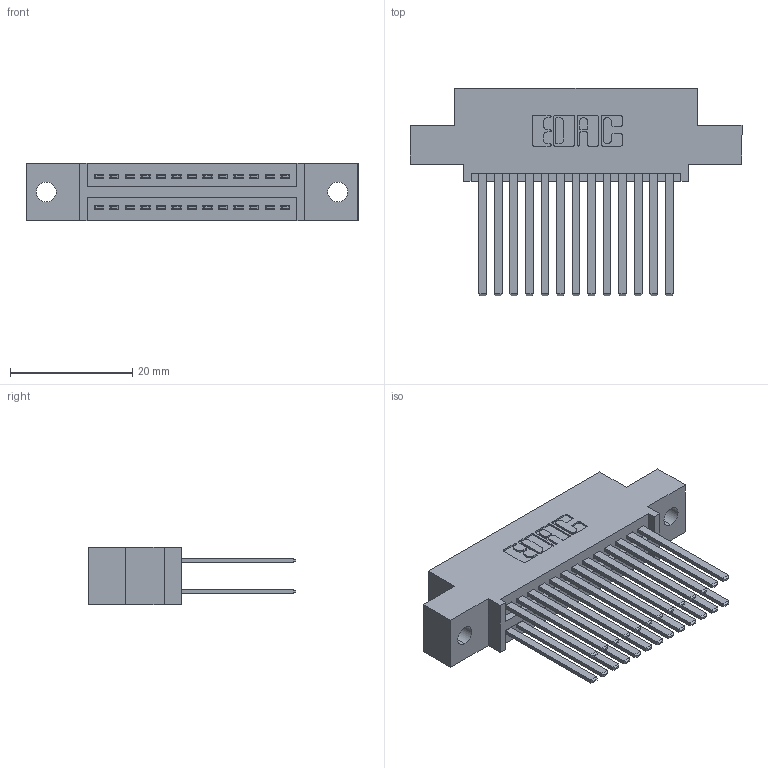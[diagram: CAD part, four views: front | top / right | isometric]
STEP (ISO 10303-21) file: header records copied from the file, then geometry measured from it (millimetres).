
FILE_DESCRIPTION (( 'STEP AP203' ), '1' );
FILE_NAME ('345-026-544-502.STEP', '2019-10-27T19:39:08', ( '' ), ( '' ), 'SwSTEP 2.0', 'SolidWorks 2016', '' );
FILE_SCHEMA (( 'CONFIG_CONTROL_DESIGN' ));
Length unit declared in the file: inch
Products named in the file (3): 345-292-001_345-293-144; 345 Part_0.110 Offset - 0.128 Dia; 345-026-544-502
Assembly tree (27 placements, depth 2):
  345-026-544-502
    345 Part_0.110 Offset - 0.128 Dia
    345-292-001_345-293-144  x26
Bounding box: 54.23 x 33.96 x 9.4 mm (x, y, z)
Volume: 5253.1 mm3; surface area: 8091.6 mm2
Topology: 27 solids, 27 shells, 1274 faces, 3759 edges, 2470 vertices
Faces by surface type: plane 838, cylinder 436
Entity records: 14055 total; most frequent: CARTESIAN_POINT 2384, ORIENTED_EDGE 2318, DIRECTION 2135, EDGE_CURVE 1159, VECTOR 979, LINE 979, VERTEX_POINT 770, AXIS2_PLACEMENT_3D 578
